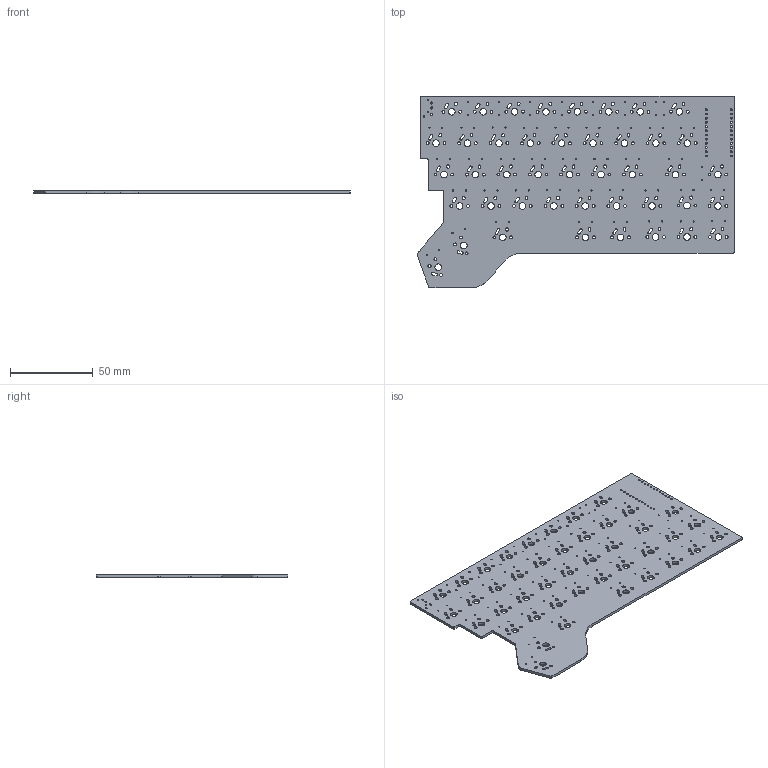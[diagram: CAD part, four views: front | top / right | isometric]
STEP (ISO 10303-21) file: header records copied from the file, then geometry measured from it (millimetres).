
FILE_DESCRIPTION(('KiCad electronic assembly'),'2;1');
FILE_NAME('right.step','2022-12-25T19:03:20',('Pcbnew'),('Kicad'), 'Open CASCADE STEP processor 7.6','KiCad to STEP converter','Unknown' );
FILE_SCHEMA(('AUTOMOTIVE_DESIGN { 1 0 10303 214 1 1 1 1 }'));
Length unit declared in the file: millimetre
Products named in the file (2): right 1; right PCB
Assembly tree (1 placements, depth 2):
  right 1
    right PCB
Bounding box: 191.65 x 116.15 x 1.6 mm (x, y, z)
Volume: 27810.4 mm3; surface area: 38844.4 mm2
Topology: 1 solids, 1 shells, 627 faces, 1875 edges, 1250 vertices
Faces by surface type: cylinder 433, plane 194
Full cylindrical faces by diameter (mm): 0.7 x86, 0.8 x2, 1.092 x24, 1.702 x86, 3.988 x43
Entity records: 49859 total; most frequent: CARTESIAN_POINT 12700, DIRECTION 6883, LINE 3893, VECTOR 3893, ORIENTED_EDGE 3750, PCURVE 3750, DEFINITIONAL_REPRESENTATION 3750, EDGE_CURVE 1875
